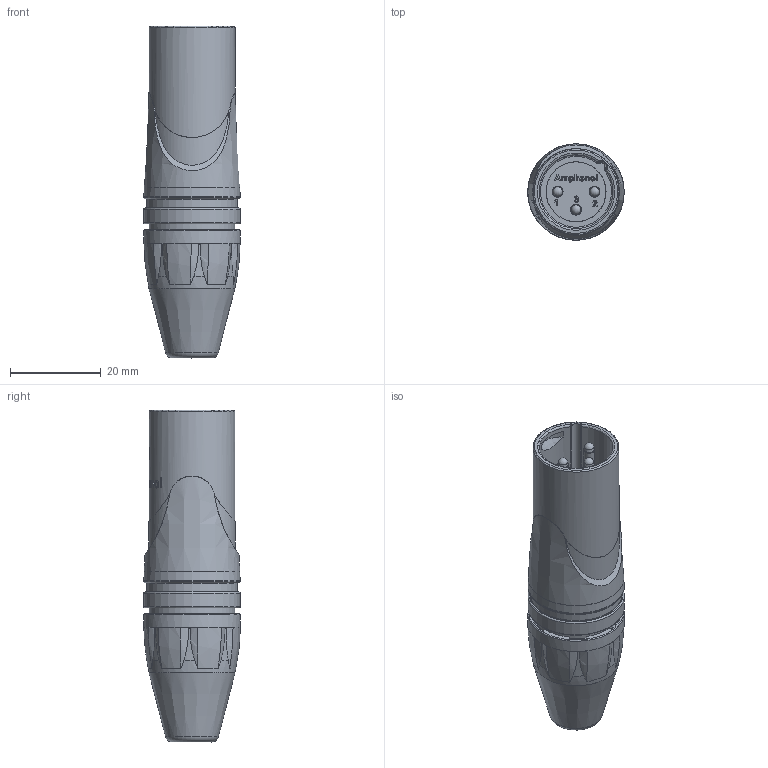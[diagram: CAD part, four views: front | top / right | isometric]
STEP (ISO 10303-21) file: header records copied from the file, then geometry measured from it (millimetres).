
FILE_DESCRIPTION((''),'2;1');
FILE_NAME('AX3M.stp','2015-01-27T10:21:45',('thien'),(''),'Autodesk Inventor 2012','Autodesk Inventor 2012','');
FILE_SCHEMA(('AUTOMOTIVE_DESIGN { 1 0 10303 214 1 1 1 1 }'));
Length unit declared in the file: millimetre
Products named in the file (2): Male XLR  assy (SubstituteLevelofDetail1); Male XLR  assy_Substitute_1
Assembly tree (1 placements, depth 2):
  Male XLR  assy (SubstituteLevelofDetail1)
    Male XLR  assy_Substitute_1
Bounding box: 21.21 x 21.2 x 73 mm (x, y, z)
Volume: 10878.3 mm3; surface area: 12737.7 mm2
Topology: 1 solids, 9 shells, 699 faces, 1944 edges, 1279 vertices
Faces by surface type: plane 250, bspline 220, cylinder 158, cone 35, torus 19, revolution 14, sphere 3
Full cylindrical faces by diameter (mm): 2.2 x3, 2.37 x6, 2.4 x6, 2.85 x6, 2.93 x6, 3 x1, 8.6 x2, 12 x1, 13.15 x1, 13.2 x1, 15.917 x3, 17.1 x1, 18.8 x1, 18.9 x1, 19 x1, 19.992 x1, 21.192 x2, 21.2 x1
Entity records: 42397 total; most frequent: CARTESIAN_POINT 25997, ORIENTED_EDGE 3660, DIRECTION 2401, EDGE_CURVE 1830, VERTEX_POINT 1246, EDGE_LOOP 836, AXIS2_PLACEMENT_3D 816, VECTOR 755
